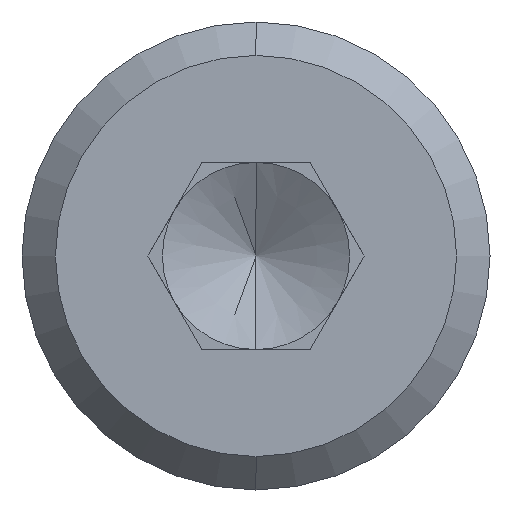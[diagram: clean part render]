
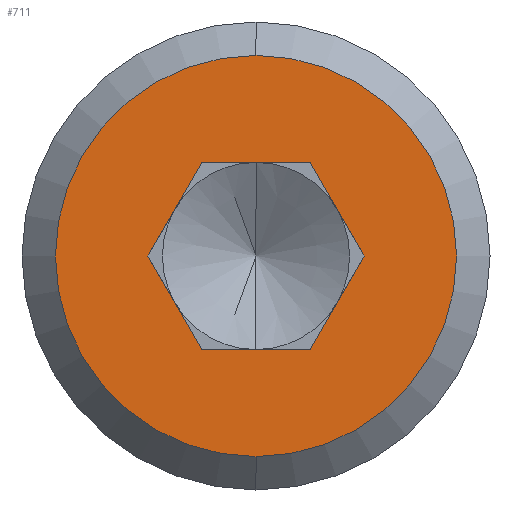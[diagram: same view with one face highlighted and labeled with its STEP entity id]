
A CAD part, left-side view. The second image highlights one B-rep face of the part: STEP entity #711.
In plain terms, the highlighted planar face has unit normal (-1, 0, 0).
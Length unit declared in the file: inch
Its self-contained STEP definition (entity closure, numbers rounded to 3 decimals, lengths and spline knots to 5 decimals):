
#28 = ORIENTED_EDGE ( 'NONE', *, *, #735, .T. ) ;
#30 = ORIENTED_EDGE ( 'NONE', *, *, #3176, .T. ) ;
#33 = ORIENTED_EDGE ( 'NONE', *, *, #2969, .F. ) ;
#34 = ORIENTED_EDGE ( 'NONE', *, *, #608, .F. ) ;
#35 = ORIENTED_EDGE ( 'NONE', *, *, #609, .F. ) ;
#36 = ORIENTED_EDGE ( 'NONE', *, *, #607, .F. ) ;
#188 = VERTEX_POINT ( 'NONE', #352 ) ;
#189 = VERTEX_POINT ( 'NONE', #353 ) ;
#238 = VERTEX_POINT ( 'NONE', #402 ) ;
#239 = VERTEX_POINT ( 'NONE', #403 ) ;
#240 = VERTEX_POINT ( 'NONE', #404 ) ;
#241 = VERTEX_POINT ( 'NONE', #405 ) ;
#242 = VERTEX_POINT ( 'NONE', #406 ) ;
#243 = VERTEX_POINT ( 'NONE', #407 ) ;
#352 = CARTESIAN_POINT ( 'NONE',  ( 0., 0., -0.08436 ) ) ;
#353 = CARTESIAN_POINT ( 'NONE',  ( 0., 0., 0.08436 ) ) ;
#402 = CARTESIAN_POINT ( 'NONE',  ( 0., 0.04546, 0. ) ) ;
#403 = CARTESIAN_POINT ( 'NONE',  ( 0., 0.02273, -0.03937 ) ) ;
#404 = CARTESIAN_POINT ( 'NONE',  ( 0., 0.02273, 0.03937 ) ) ;
#405 = CARTESIAN_POINT ( 'NONE',  ( 0., -0.02273, 0.03937 ) ) ;
#406 = CARTESIAN_POINT ( 'NONE',  ( 0., -0.04546, 0. ) ) ;
#407 = CARTESIAN_POINT ( 'NONE',  ( 0., -0.02273, -0.03937 ) ) ;
#416 = LINE ( 'NONE', #417, #3007 ) ;
#417 = CARTESIAN_POINT ( 'NONE',  ( 0., -0.02273, 0.03937 ) ) ;
#418 = DIRECTION ( 'NONE',  ( 0., 0.5, 0.866 ) ) ;
#420 = LINE ( 'NONE', #421, #3009 ) ;
#421 = CARTESIAN_POINT ( 'NONE',  ( 0., -0.02273, 0.03937 ) ) ;
#422 = DIRECTION ( 'NONE',  ( 0., 1., 0. ) ) ;
#423 = LINE ( 'NONE', #424, #3011 ) ;
#424 = CARTESIAN_POINT ( 'NONE',  ( 0., 0.04546, 0. ) ) ;
#425 = DIRECTION ( 'NONE',  ( 0., 0.5, -0.866 ) ) ;
#607 = EDGE_CURVE ( 'NONE', #242, #241, #416, .T. ) ;
#608 = EDGE_CURVE ( 'NONE', #241, #240, #420, .T. ) ;
#609 = EDGE_CURVE ( 'NONE', #240, #238, #423, .T. ) ;
#711 = ADVANCED_FACE ( 'NONE', ( #3084, #3107 ), #1903, .F. ) ;
#735 = EDGE_CURVE ( 'NONE', #189, #188, #775, .T. ) ;
#775 = CIRCLE ( 'NONE', #3112, 0.08436 ) ;
#788 = CIRCLE ( 'NONE', #1137, 0.08436 ) ;
#1094 = VECTOR ( 'NONE', #2046, 39.37008 ) ;
#1137 = AXIS2_PLACEMENT_3D ( 'NONE', #2891, #2892, #2893 ) ;
#1148 = VECTOR ( 'NONE', #2887, 39.37008 ) ;
#1149 = VECTOR ( 'NONE', #2890, 39.37008 ) ;
#1745 = ORIENTED_EDGE ( 'NONE', *, *, #1771, .F. ) ;
#1759 = ORIENTED_EDGE ( 'NONE', *, *, #3002, .F. ) ;
#1771 = EDGE_CURVE ( 'NONE', #238, #239, #2044, .T. ) ;
#1782 = EDGE_LOOP ( 'NONE', ( #30, #28 ) ) ;
#1785 = EDGE_LOOP ( 'NONE', ( #1745, #35, #34, #36, #1759, #33 ) ) ;
#1903 = PLANE ( 'NONE',  #3110 ) ;
#1904 = CARTESIAN_POINT ( 'NONE',  ( 0., 0.08661, 0. ) ) ;
#1905 = DIRECTION ( 'NONE',  ( 1., 0., 0. ) ) ;
#1906 = DIRECTION ( 'NONE',  ( 0., 0., -1. ) ) ;
#1977 = CARTESIAN_POINT ( 'NONE',  ( 0., 0., 0. ) ) ;
#1978 = DIRECTION ( 'NONE',  ( -1., 0., 0. ) ) ;
#1979 = DIRECTION ( 'NONE',  ( 0., 0., -1. ) ) ;
#2044 = LINE ( 'NONE', #2045, #1094 ) ;
#2045 = CARTESIAN_POINT ( 'NONE',  ( 0., 0.04546, 0. ) ) ;
#2046 = DIRECTION ( 'NONE',  ( 0., -0.5, -0.866 ) ) ;
#2885 = LINE ( 'NONE', #2886, #1148 ) ;
#2886 = CARTESIAN_POINT ( 'NONE',  ( 0., 0.02273, -0.03937 ) ) ;
#2887 = DIRECTION ( 'NONE',  ( 0., -1., 0. ) ) ;
#2888 = LINE ( 'NONE', #2889, #1149 ) ;
#2889 = CARTESIAN_POINT ( 'NONE',  ( 0., -0.02273, -0.03937 ) ) ;
#2890 = DIRECTION ( 'NONE',  ( 0., -0.5, 0.866 ) ) ;
#2891 = CARTESIAN_POINT ( 'NONE',  ( 0., 0., 0. ) ) ;
#2892 = DIRECTION ( 'NONE',  ( -1., 0., 0. ) ) ;
#2893 = DIRECTION ( 'NONE',  ( 0., 0., -1. ) ) ;
#2969 = EDGE_CURVE ( 'NONE', #239, #243, #2885, .T. ) ;
#3002 = EDGE_CURVE ( 'NONE', #243, #242, #2888, .T. ) ;
#3007 = VECTOR ( 'NONE', #418, 39.37008 ) ;
#3009 = VECTOR ( 'NONE', #422, 39.37008 ) ;
#3011 = VECTOR ( 'NONE', #425, 39.37008 ) ;
#3084 = FACE_BOUND ( 'NONE', #1785, .T. ) ;
#3107 = FACE_OUTER_BOUND ( 'NONE', #1782, .T. ) ;
#3110 = AXIS2_PLACEMENT_3D ( 'NONE', #1904, #1905, #1906 ) ;
#3112 = AXIS2_PLACEMENT_3D ( 'NONE', #1977, #1978, #1979 ) ;
#3176 = EDGE_CURVE ( 'NONE', #188, #189, #788, .T. ) ;
